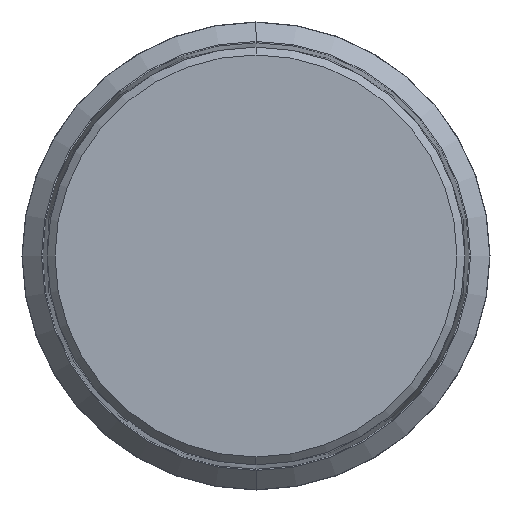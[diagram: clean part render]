
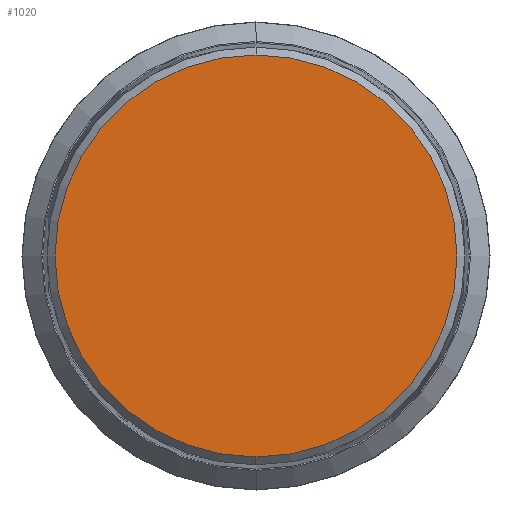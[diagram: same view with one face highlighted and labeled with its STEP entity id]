
A CAD part, front view. The second image highlights one B-rep face of the part: STEP entity #1020.
In plain terms, the highlighted planar face has unit normal (0, -1, 0).
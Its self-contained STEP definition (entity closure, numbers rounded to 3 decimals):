
#1020=ADVANCED_FACE('',(#1972),#1973,.T.);
#1972=FACE_OUTER_BOUND('',#2880,.T.);
#1973=PLANE('',#2881);
#2880=EDGE_LOOP('',(#5251,#5252));
#2881=AXIS2_PLACEMENT_3D('',#5253,#5254,#5255);
#5251=ORIENTED_EDGE('',*,*,#6130,.T.);
#5252=ORIENTED_EDGE('',*,*,#6158,.T.);
#5253=CARTESIAN_POINT('',(0.0,-10.0,3.865));
#5254=DIRECTION('',(0.0,-1.0,0.0));
#5255=DIRECTION('',(0.0,0.0,1.0));
#6130=EDGE_CURVE('',#7369,#7373,#7375,.T.);
#6158=EDGE_CURVE('',#7373,#7369,#7413,.T.);
#7369=VERTEX_POINT('',#9150);
#7373=VERTEX_POINT('',#9155);
#7375=CIRCLE('',#9158,7.731);
#7413=CIRCLE('',#9202,7.731);
#9150=CARTESIAN_POINT('',(0.0,-10.0,7.731));
#9155=CARTESIAN_POINT('',(0.,-10.0,-7.731));
#9158=AXIS2_PLACEMENT_3D('',#10404,#10405,#10406);
#9202=AXIS2_PLACEMENT_3D('',#10446,#10447,#10448);
#10404=CARTESIAN_POINT('',(0.0,-10.0,0.0));
#10405=DIRECTION('',(0.0,-1.0,0.0));
#10406=DIRECTION('',(0.0,0.0,1.0));
#10446=CARTESIAN_POINT('',(0.0,-10.0,0.0));
#10447=DIRECTION('',(0.0,-1.0,0.0));
#10448=DIRECTION('',(0.0,0.0,1.0));
